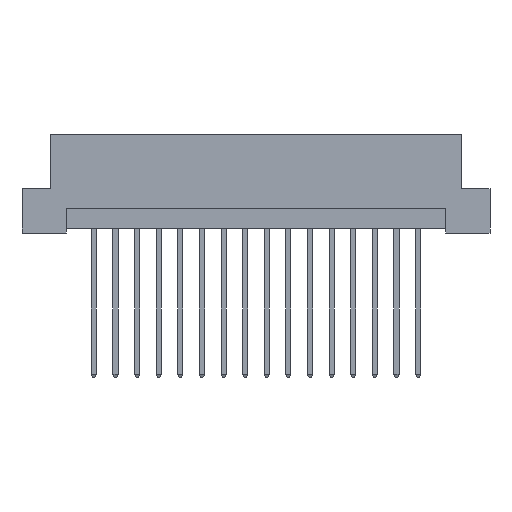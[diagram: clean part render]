
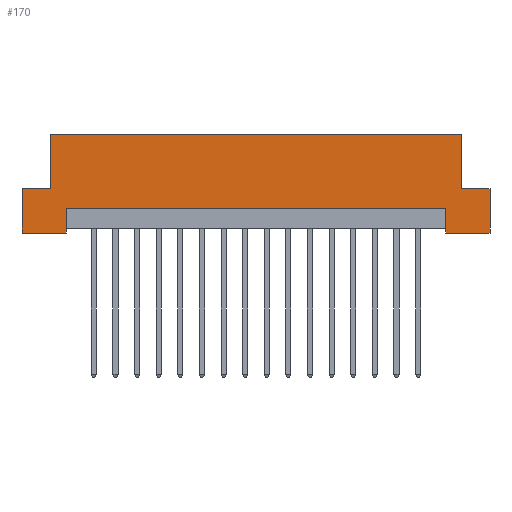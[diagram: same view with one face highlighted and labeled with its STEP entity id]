
A CAD part, front view. The second image highlights one B-rep face of the part: STEP entity #170.
In plain terms, the highlighted planar face has unit normal (0, -1, 0).
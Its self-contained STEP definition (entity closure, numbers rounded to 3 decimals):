
#22 = LINE ( 'NONE', #7655, #7620 ) ;
#32 = CARTESIAN_POINT ( 'NONE',  ( -27.5, 0., 0. ) ) ;
#127 = DIRECTION ( 'NONE',  ( -1., 0., 0. ) ) ;
#170 = ADVANCED_FACE ( 'NONE', ( #2430 ), #6972, .F. ) ;
#229 = CARTESIAN_POINT ( 'NONE',  ( 22.3, 0., 0. ) ) ;
#570 = VERTEX_POINT ( 'NONE', #724 ) ;
#656 = CARTESIAN_POINT ( 'NONE',  ( -24.2, 0., 5.2 ) ) ;
#666 = DIRECTION ( 'NONE',  ( 0., 0., -1. ) ) ;
#680 = EDGE_CURVE ( 'NONE', #570, #4031, #3858, .T. ) ;
#724 = CARTESIAN_POINT ( 'NONE',  ( 24.2, 0., 5.2 ) ) ;
#1135 = CARTESIAN_POINT ( 'NONE',  ( 27.5, 0., 5.2 ) ) ;
#1195 = VECTOR ( 'NONE', #666, 1000. ) ;
#1356 = ORIENTED_EDGE ( 'NONE', *, *, #4841, .T. ) ;
#1378 = LINE ( 'NONE', #3548, #7482 ) ;
#1579 = LINE ( 'NONE', #3754, #7394 ) ;
#1634 = DIRECTION ( 'NONE',  ( -1., 0., 0. ) ) ;
#1669 = EDGE_CURVE ( 'NONE', #8092, #8047, #3888, .T. ) ;
#1755 = CARTESIAN_POINT ( 'NONE',  ( 22.3, 0., 0.5 ) ) ;
#1950 = ORIENTED_EDGE ( 'NONE', *, *, #680, .T. ) ;
#1968 = LINE ( 'NONE', #9541, #6737 ) ;
#2081 = CARTESIAN_POINT ( 'NONE',  ( 27.5, 0., 0. ) ) ;
#2355 = EDGE_LOOP ( 'NONE', ( #3620, #1356, #9477, #4377, #3773, #1950, #6086, #9168, #8172, #3567, #6715, #4732 ) ) ;
#2366 = CARTESIAN_POINT ( 'NONE',  ( -24.2, 0., 5.2 ) ) ;
#2373 = LINE ( 'NONE', #8454, #7060 ) ;
#2430 = FACE_OUTER_BOUND ( 'NONE', #2355, .T. ) ;
#2444 = CARTESIAN_POINT ( 'NONE',  ( 22.3, 0., 2.9 ) ) ;
#2498 = VECTOR ( 'NONE', #4582, 1000. ) ;
#2964 = VERTEX_POINT ( 'NONE', #9724 ) ;
#3009 = DIRECTION ( 'NONE',  ( 0., 0., 1. ) ) ;
#3035 = CARTESIAN_POINT ( 'NONE',  ( 27.5, 0., 5.2 ) ) ;
#3053 = DIRECTION ( 'NONE',  ( 0., 0., -1. ) ) ;
#3116 = VERTEX_POINT ( 'NONE', #3035 ) ;
#3191 = VECTOR ( 'NONE', #4737, 1000. ) ;
#3214 = CARTESIAN_POINT ( 'NONE',  ( -27.5, 0., 11.6 ) ) ;
#3378 = VERTEX_POINT ( 'NONE', #4421 ) ;
#3548 = CARTESIAN_POINT ( 'NONE',  ( -27.5, 0., 11.6 ) ) ;
#3567 = ORIENTED_EDGE ( 'NONE', *, *, #3815, .F. ) ;
#3620 = ORIENTED_EDGE ( 'NONE', *, *, #1669, .F. ) ;
#3697 = VECTOR ( 'NONE', #9098, 1000. ) ;
#3706 = VECTOR ( 'NONE', #7709, 1000. ) ;
#3754 = CARTESIAN_POINT ( 'NONE',  ( -27.5, 0., 0. ) ) ;
#3773 = ORIENTED_EDGE ( 'NONE', *, *, #8973, .F. ) ;
#3815 = EDGE_CURVE ( 'NONE', #2964, #5782, #1579, .T. ) ;
#3858 = LINE ( 'NONE', #7658, #3706 ) ;
#3888 = LINE ( 'NONE', #2444, #2498 ) ;
#3993 = CARTESIAN_POINT ( 'NONE',  ( 27.5, 0., 0. ) ) ;
#4031 = VERTEX_POINT ( 'NONE', #7107 ) ;
#4053 = CARTESIAN_POINT ( 'NONE',  ( -27.5, 0., 5.2 ) ) ;
#4240 = EDGE_CURVE ( 'NONE', #3378, #4031, #1378, .T. ) ;
#4374 = CARTESIAN_POINT ( 'NONE',  ( -22.3, 0., 0. ) ) ;
#4377 = ORIENTED_EDGE ( 'NONE', *, *, #7337, .F. ) ;
#4400 = LINE ( 'NONE', #2081, #1195 ) ;
#4421 = CARTESIAN_POINT ( 'NONE',  ( -24.2, 0., 11.6 ) ) ;
#4582 = DIRECTION ( 'NONE',  ( -1., 0., 0. ) ) ;
#4732 = ORIENTED_EDGE ( 'NONE', *, *, #8909, .F. ) ;
#4737 = DIRECTION ( 'NONE',  ( 0., 0., -1. ) ) ;
#4841 = EDGE_CURVE ( 'NONE', #8092, #7020, #5588, .T. ) ;
#5122 = VERTEX_POINT ( 'NONE', #4374 ) ;
#5143 = VECTOR ( 'NONE', #127, 1000. ) ;
#5410 = LINE ( 'NONE', #32, #5143 ) ;
#5588 = LINE ( 'NONE', #1755, #3191 ) ;
#5768 = CARTESIAN_POINT ( 'NONE',  ( -22.3, 0., 2.9 ) ) ;
#5782 = VERTEX_POINT ( 'NONE', #4053 ) ;
#5922 = EDGE_CURVE ( 'NONE', #5782, #6039, #1968, .T. ) ;
#5944 = DIRECTION ( 'NONE',  ( 1., 0., 0. ) ) ;
#6039 = VERTEX_POINT ( 'NONE', #656 ) ;
#6050 = LINE ( 'NONE', #2366, #3697 ) ;
#6086 = ORIENTED_EDGE ( 'NONE', *, *, #4240, .F. ) ;
#6168 = VERTEX_POINT ( 'NONE', #3993 ) ;
#6497 = DIRECTION ( 'NONE',  ( 1., 0., 0. ) ) ;
#6715 = ORIENTED_EDGE ( 'NONE', *, *, #7055, .F. ) ;
#6737 = VECTOR ( 'NONE', #6497, 1000. ) ;
#6972 = PLANE ( 'NONE',  #7091 ) ;
#6982 = EDGE_CURVE ( 'NONE', #6168, #7020, #5410, .T. ) ;
#7020 = VERTEX_POINT ( 'NONE', #229 ) ;
#7055 = EDGE_CURVE ( 'NONE', #5122, #2964, #2373, .T. ) ;
#7060 = VECTOR ( 'NONE', #1634, 1000. ) ;
#7068 = DIRECTION ( 'NONE',  ( 1., 0., 0. ) ) ;
#7091 = AXIS2_PLACEMENT_3D ( 'NONE', #3214, #9252, #9407 ) ;
#7107 = CARTESIAN_POINT ( 'NONE',  ( 24.2, 0., 11.6 ) ) ;
#7337 = EDGE_CURVE ( 'NONE', #3116, #6168, #4400, .T. ) ;
#7367 = CARTESIAN_POINT ( 'NONE',  ( 22.3, 0., 2.9 ) ) ;
#7394 = VECTOR ( 'NONE', #3009, 1000. ) ;
#7482 = VECTOR ( 'NONE', #5944, 1000. ) ;
#7620 = VECTOR ( 'NONE', #3053, 1000. ) ;
#7655 = CARTESIAN_POINT ( 'NONE',  ( -22.3, 0., 0.5 ) ) ;
#7658 = CARTESIAN_POINT ( 'NONE',  ( 24.2, 0., 5.2 ) ) ;
#7709 = DIRECTION ( 'NONE',  ( 0., 0., 1. ) ) ;
#8047 = VERTEX_POINT ( 'NONE', #5768 ) ;
#8092 = VERTEX_POINT ( 'NONE', #7367 ) ;
#8172 = ORIENTED_EDGE ( 'NONE', *, *, #5922, .F. ) ;
#8454 = CARTESIAN_POINT ( 'NONE',  ( -27.5, 0., 0. ) ) ;
#8659 = LINE ( 'NONE', #1135, #9149 ) ;
#8909 = EDGE_CURVE ( 'NONE', #8047, #5122, #22, .T. ) ;
#8973 = EDGE_CURVE ( 'NONE', #570, #3116, #8659, .T. ) ;
#9098 = DIRECTION ( 'NONE',  ( 0., 0., 1. ) ) ;
#9149 = VECTOR ( 'NONE', #7068, 1000. ) ;
#9168 = ORIENTED_EDGE ( 'NONE', *, *, #9267, .F. ) ;
#9252 = DIRECTION ( 'NONE',  ( 0., 1., 0. ) ) ;
#9267 = EDGE_CURVE ( 'NONE', #6039, #3378, #6050, .T. ) ;
#9407 = DIRECTION ( 'NONE',  ( 0., 0., 1. ) ) ;
#9477 = ORIENTED_EDGE ( 'NONE', *, *, #6982, .F. ) ;
#9541 = CARTESIAN_POINT ( 'NONE',  ( -27.5, 0., 5.2 ) ) ;
#9724 = CARTESIAN_POINT ( 'NONE',  ( -27.5, 0., 0. ) ) ;
